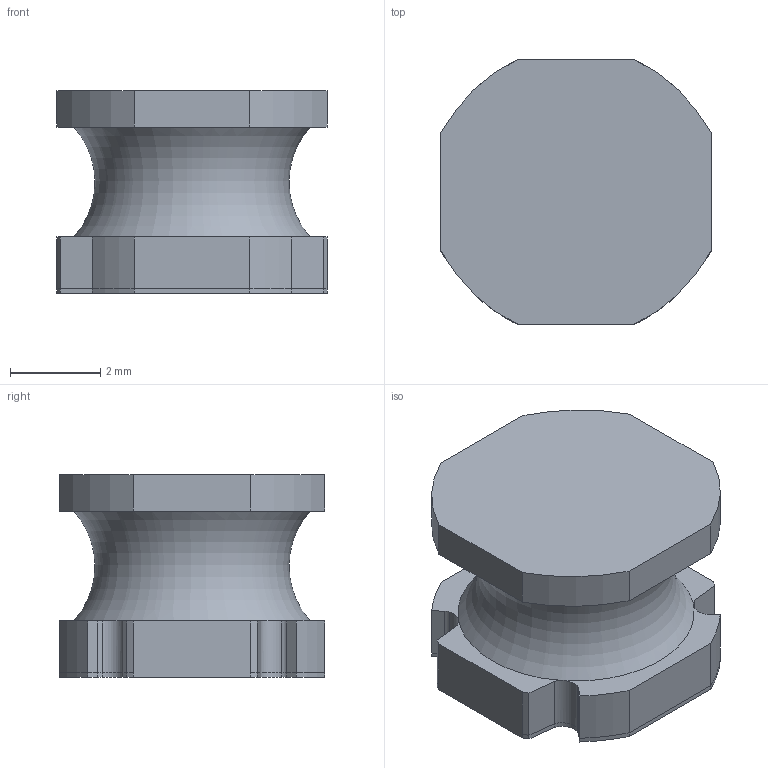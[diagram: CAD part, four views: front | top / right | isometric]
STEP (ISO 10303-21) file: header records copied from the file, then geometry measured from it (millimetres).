
FILE_DESCRIPTION(/* description */ ('Unknown'),/* implementation_level */ '2;1');
FILE_NAME(/* name */ 'DJNR6045-3R0',/* time_stamp */ '2023-10-30T08:56:08+02:00',/* author */ ('Unknown'),/* organization */ ('Unknown'),/* preprocessor_version */ 'ST-DEVELOPER v18.102',/* originating_system */ 'Solid Edge',/* authorisation */ 'Unknown');
FILE_SCHEMA (('AUTOMOTIVE_DESIGN {1 0 10303 214 3 1 1}'));
Length unit declared in the file: millimetre
Products named in the file (1): DJNR6045-3R0
Bounding box: 6 x 5.9 x 4.5 mm (x, y, z)
Volume: 102.3 mm3; surface area: 159.9 mm2
Topology: 1 solids, 1 shells, 72 faces, 183 edges, 114 vertices
Faces by surface type: cylinder 36, plane 35, torus 1
Entity records: 2682 total; most frequent: CARTESIAN_POINT 395, DIRECTION 380, ORIENTED_EDGE 362, EDGE_CURVE 181, AXIS2_PLACEMENT_3D 134, VERTEX_POINT 113, LINE 112, VECTOR 112
